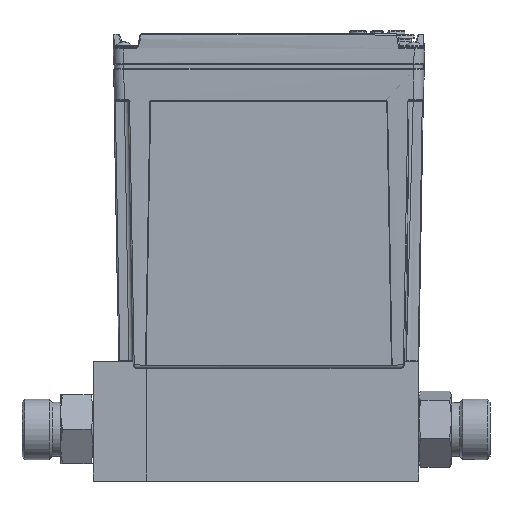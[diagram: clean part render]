
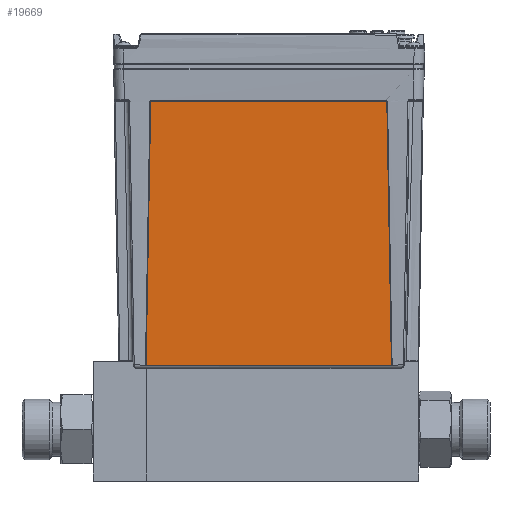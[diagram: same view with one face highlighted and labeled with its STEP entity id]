
A CAD part, top view. The second image highlights one B-rep face of the part: STEP entity #19669.
In plain terms, the highlighted planar face has unit normal (0, 0.018, -1).
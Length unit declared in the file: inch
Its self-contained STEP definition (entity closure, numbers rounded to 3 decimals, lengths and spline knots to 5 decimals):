
#2254 = CARTESIAN_POINT ( 'NONE',  ( 0.71905, 4.64553, 1.02699 ) ) ;
#2256 = CARTESIAN_POINT ( 'NONE',  ( 0.72238, 4.64338, 1.02695 ) ) ;
#2257 = CARTESIAN_POINT ( 'NONE',  ( 0.72665, 4.63918, 1.02688 ) ) ;
#2258 = CARTESIAN_POINT ( 'NONE',  ( 0.72854, 4.63691, 1.02684 ) ) ;
#2260 = CARTESIAN_POINT ( 'NONE',  ( 0.73006, 4.63437, 1.02679 ) ) ;
#2261 = CARTESIAN_POINT ( 'NONE',  ( 0.73099, 4.63262, 1.02676 ) ) ;
#2262 = CARTESIAN_POINT ( 'NONE',  ( 0.73144, 4.63164, 1.02675 ) ) ;
#2263 = CARTESIAN_POINT ( 'NONE',  ( 0.7332, 4.62736, 1.02667 ) ) ;
#2264 = CARTESIAN_POINT ( 'NONE',  ( 0.73394, 4.62376, 1.02661 ) ) ;
#2266 = CARTESIAN_POINT ( 'NONE',  ( 0.73446, 4.62035, 1.03162 ) ) ;
#2282 = CARTESIAN_POINT ( 'NONE',  ( 0.73401, 4.61998, 1.02654 ) ) ;
#2283 = CARTESIAN_POINT ( 'NONE',  ( 0.75609, 3.35468, 1.00446 ) ) ;
#2285 = CARTESIAN_POINT ( 'NONE',  ( 0.77818, 2.08939, 0.98237 ) ) ;
#2286 = CARTESIAN_POINT ( 'NONE',  ( 0.80026, 0.8241, 0.96029 ) ) ;
#13495 = CARTESIAN_POINT ( 'NONE',  ( 0.80085, 0.80863, 0.96359 ) ) ;
#14013 = ORIENTED_EDGE ( 'NONE', *, *, #37335, .T. ) ;
#14035 = ORIENTED_EDGE ( 'NONE', *, *, #37320, .T. ) ;
#14046 = ORIENTED_EDGE ( 'NONE', *, *, #37380, .T. ) ;
#14782 = ORIENTED_EDGE ( 'NONE', *, *, #37311, .T. ) ;
#14785 = ORIENTED_EDGE ( 'NONE', *, *, #37345, .T. ) ;
#14786 = ORIENTED_EDGE ( 'NONE', *, *, #37385, .T. ) ;
#14808 = VECTOR ( 'NONE', #35490, 39.37008 ) ;
#14898 = VECTOR ( 'NONE', #36647, 39.37008 ) ;
#15552 = B_SPLINE_CURVE_WITH_KNOTS ( 'NONE', 3,
 ( #25359, #25358, #25355, #25354, #25352, #25324, #2254, #2256, #2257, #2258, #2260, #2261, #2262, #2263, #2264, #2266 ),
 .UNSPECIFIED., .F., .F.,
 ( 4, 1, 2, 2, 2, 1, 2, 2, 4 ),
 ( 0., 0.125, 0.1875, 0.25, 0.5, 0.625, 0.6875, 0.75, 1. ),
 .UNSPECIFIED. ) ;
#15556 = B_SPLINE_CURVE_WITH_KNOTS ( 'NONE', 3,
 ( #2282, #2283, #2285, #2286 ),
 .UNSPECIFIED., .F., .F.,
 ( 4, 4 ),
 ( 0., 1. ),
 .UNSPECIFIED. ) ;
#15569 = B_SPLINE_CURVE_WITH_KNOTS ( 'NONE', 3,
 ( #25445, #24878, #24876, #24875, #24873, #24871, #24870, #24862, #24861, #24860, #24853, #24852, #24850, #24848, #24845, #24844 ),
 .UNSPECIFIED., .F., .F.,
 ( 4, 1, 2, 2, 2, 1, 2, 2, 4 ),
 ( 0., 0.125, 0.1875, 0.25, 0.5, 0.625, 0.6875, 0.75, 1. ),
 .UNSPECIFIED. ) ;
#15574 = B_SPLINE_CURVE_WITH_KNOTS ( 'NONE', 3,
 ( #36787, #36786, #36784, #36783 ),
 .UNSPECIFIED., .F., .F.,
 ( 4, 4 ),
 ( 0., 1. ),
 .UNSPECIFIED. ) ;
#17751 = VERTEX_POINT ( 'NONE', #36805 ) ;
#17766 = VERTEX_POINT ( 'NONE', #36701 ) ;
#17926 = VERTEX_POINT ( 'NONE', #34966 ) ;
#19669 = ADVANCED_FACE ( 'NONE', ( #35032 ), #35052, .T. ) ;
#22169 = AXIS2_PLACEMENT_3D ( 'NONE', #35053, #35054, #35055 ) ;
#24844 = CARTESIAN_POINT ( 'NONE',  ( -2.67747, 4.649, 1.02705 ) ) ;
#24845 = CARTESIAN_POINT ( 'NONE',  ( -2.68125, 4.64899, 1.02705 ) ) ;
#24848 = CARTESIAN_POINT ( 'NONE',  ( -2.68486, 4.64832, 1.02704 ) ) ;
#24850 = CARTESIAN_POINT ( 'NONE',  ( -2.68918, 4.64664, 1.02701 ) ) ;
#24852 = CARTESIAN_POINT ( 'NONE',  ( -2.69017, 4.6462, 1.027 ) ) ;
#24853 = CARTESIAN_POINT ( 'NONE',  ( -2.69193, 4.6453, 1.02699 ) ) ;
#24860 = CARTESIAN_POINT ( 'NONE',  ( -2.6945, 4.64383, 1.02696 ) ) ;
#24861 = CARTESIAN_POINT ( 'NONE',  ( -2.6968, 4.64198, 1.02693 ) ) ;
#24862 = CARTESIAN_POINT ( 'NONE',  ( -2.70107, 4.63778, 1.02685 ) ) ;
#24870 = CARTESIAN_POINT ( 'NONE',  ( -2.70328, 4.6345, 1.0268 ) ) ;
#24871 = CARTESIAN_POINT ( 'NONE',  ( -2.70517, 4.62986, 1.02672 ) ) ;
#24873 = CARTESIAN_POINT ( 'NONE',  ( -2.70545, 4.62906, 1.0267 ) ) ;
#24875 = CARTESIAN_POINT ( 'NONE',  ( -2.70599, 4.62729, 1.02667 ) ) ;
#24876 = CARTESIAN_POINT ( 'NONE',  ( -2.70667, 4.62462, 1.02662 ) ) ;
#24878 = CARTESIAN_POINT ( 'NONE',  ( -2.70697, 4.62186, 1.02658 ) ) ;
#25324 = CARTESIAN_POINT ( 'NONE',  ( 0.71438, 4.64734, 1.02702 ) ) ;
#25352 = CARTESIAN_POINT ( 'NONE',  ( 0.71357, 4.64761, 1.02703 ) ) ;
#25354 = CARTESIAN_POINT ( 'NONE',  ( 0.7118, 4.64811, 1.02703 ) ) ;
#25355 = CARTESIAN_POINT ( 'NONE',  ( 0.70912, 4.64874, 1.02705 ) ) ;
#25358 = CARTESIAN_POINT ( 'NONE',  ( 0.70635, 4.649, 1.02705 ) ) ;
#25359 = CARTESIAN_POINT ( 'NONE',  ( 0.70447, 4.649, 1.02705 ) ) ;
#25445 = CARTESIAN_POINT ( 'NONE',  ( -2.70701, 4.61998, 1.02654 ) ) ;
#34966 = CARTESIAN_POINT ( 'NONE',  ( -2.77385, 0.80863, 0.96359 ) ) ;
#35032 = FACE_OUTER_BOUND ( 'NONE', #39084, .T. ) ;
#35052 = PLANE ( 'NONE',  #22169 ) ;
#35053 = CARTESIAN_POINT ( 'NONE',  ( -2.7065, 4.649, 1.02705 ) ) ;
#35054 = DIRECTION ( 'NONE',  ( 0., 0.017, -1. ) ) ;
#35055 = DIRECTION ( 'NONE',  ( 0., 1., 0.017 ) ) ;
#35490 = DIRECTION ( 'NONE',  ( 1., 0., 0. ) ) ;
#35492 = CARTESIAN_POINT ( 'NONE',  ( -2.7065, 4.649, 1.02705 ) ) ;
#35500 = LINE ( 'NONE', #35492, #14808 ) ;
#36647 = DIRECTION ( 'NONE',  ( -1., 0., 0. ) ) ;
#36648 = CARTESIAN_POINT ( 'NONE',  ( -2.7065, 0.79097, 0.95971 ) ) ;
#36651 = LINE ( 'NONE', #36648, #14898 ) ;
#36701 = CARTESIAN_POINT ( 'NONE',  ( 0.70533, 4.64979, 1.03206 ) ) ;
#36783 = CARTESIAN_POINT ( 'NONE',  ( -2.7076, 4.62049, 1.03162 ) ) ;
#36784 = CARTESIAN_POINT ( 'NONE',  ( -2.72909, 3.35468, 1.00446 ) ) ;
#36786 = CARTESIAN_POINT ( 'NONE',  ( -2.75118, 2.08939, 0.98237 ) ) ;
#36787 = CARTESIAN_POINT ( 'NONE',  ( -2.77326, 0.8241, 0.96029 ) ) ;
#36805 = CARTESIAN_POINT ( 'NONE',  ( 0.73446, 4.62035, 1.03162 ) ) ;
#37311 = EDGE_CURVE ( 'NONE', #17766, #17751, #15552, .T. ) ;
#37320 = EDGE_CURVE ( 'NONE', #17751, #38354, #15556, .T. ) ;
#37335 = EDGE_CURVE ( 'NONE', #39426, #17766, #35500, .T. ) ;
#37345 = EDGE_CURVE ( 'NONE', #38302, #39426, #15569, .T. ) ;
#37380 = EDGE_CURVE ( 'NONE', #17926, #38302, #15574, .T. ) ;
#37385 = EDGE_CURVE ( 'NONE', #38354, #17926, #36651, .T. ) ;
#38302 = VERTEX_POINT ( 'NONE', #45148 ) ;
#38354 = VERTEX_POINT ( 'NONE', #13495 ) ;
#39084 = EDGE_LOOP ( 'NONE', ( #14782, #14035, #14786, #14046, #14785, #14013 ) ) ;
#39426 = VERTEX_POINT ( 'NONE', #45396 ) ;
#45148 = CARTESIAN_POINT ( 'NONE',  ( -2.7076, 4.62049, 1.03162 ) ) ;
#45396 = CARTESIAN_POINT ( 'NONE',  ( -2.67747, 4.649, 1.02705 ) ) ;
